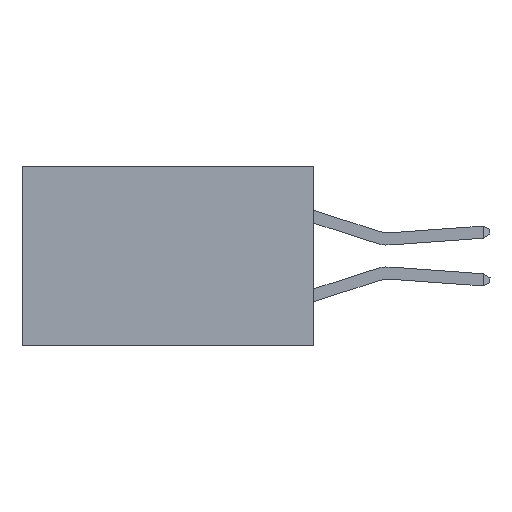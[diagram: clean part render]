
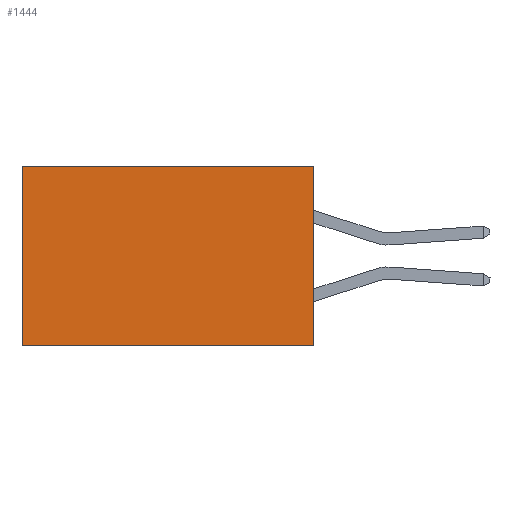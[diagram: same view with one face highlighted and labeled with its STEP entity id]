
A CAD part, left-side view. The second image highlights one B-rep face of the part: STEP entity #1444.
In plain terms, the highlighted planar face has unit normal (-1, 0, 0).
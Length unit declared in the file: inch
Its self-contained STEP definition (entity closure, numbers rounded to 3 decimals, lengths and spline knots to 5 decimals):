
#103 = DIRECTION ( 'NONE',  ( 0., 0., -1. ) ) ;
#122 = DIRECTION ( 'NONE',  ( 1., 0., 0. ) ) ;
#416 = VERTEX_POINT ( 'NONE', #3610 ) ;
#486 = EDGE_CURVE ( 'NONE', #5585, #1269, #9593, .T. ) ;
#733 = DIRECTION ( 'NONE',  ( 0., 0., -1. ) ) ;
#1269 = VERTEX_POINT ( 'NONE', #6470 ) ;
#1442 = AXIS2_PLACEMENT_3D ( 'NONE', #10487, #122, #103 ) ;
#1444 = ADVANCED_FACE ( 'NONE', ( #1727 ), #4851, .F. ) ;
#1727 = FACE_OUTER_BOUND ( 'NONE', #3644, .T. ) ;
#2421 = VERTEX_POINT ( 'NONE', #9805 ) ;
#2677 = VECTOR ( 'NONE', #5630, 39.37008 ) ;
#3145 = LINE ( 'NONE', #7103, #9730 ) ;
#3610 = CARTESIAN_POINT ( 'NONE',  ( 0.2875, 0., -0.37 ) ) ;
#3644 = EDGE_LOOP ( 'NONE', ( #10386, #9617, #6929, #7470 ) ) ;
#3958 = EDGE_CURVE ( 'NONE', #2421, #5585, #9145, .T. ) ;
#4372 = DIRECTION ( 'NONE',  ( 0., 1., 0. ) ) ;
#4646 = VECTOR ( 'NONE', #8381, 39.37008 ) ;
#4851 = PLANE ( 'NONE',  #1442 ) ;
#5585 = VERTEX_POINT ( 'NONE', #8988 ) ;
#5630 = DIRECTION ( 'NONE',  ( 0., 0., -1. ) ) ;
#6105 = VECTOR ( 'NONE', #4372, 39.37008 ) ;
#6436 = CARTESIAN_POINT ( 'NONE',  ( 0.2875, 0.6, 0. ) ) ;
#6470 = CARTESIAN_POINT ( 'NONE',  ( 0.2875, 0.6, -0.37 ) ) ;
#6929 = ORIENTED_EDGE ( 'NONE', *, *, #9939, .F. ) ;
#7001 = CARTESIAN_POINT ( 'NONE',  ( 0.2875, 0., -0.37 ) ) ;
#7103 = CARTESIAN_POINT ( 'NONE',  ( 0.2875, 0., 0. ) ) ;
#7307 = CARTESIAN_POINT ( 'NONE',  ( 0.2875, 0., 0. ) ) ;
#7470 = ORIENTED_EDGE ( 'NONE', *, *, #3958, .T. ) ;
#8334 = LINE ( 'NONE', #7001, #6105 ) ;
#8381 = DIRECTION ( 'NONE',  ( 0., 1., 0. ) ) ;
#8988 = CARTESIAN_POINT ( 'NONE',  ( 0.2875, 0.6, 0. ) ) ;
#9145 = LINE ( 'NONE', #7307, #4646 ) ;
#9593 = LINE ( 'NONE', #6436, #2677 ) ;
#9617 = ORIENTED_EDGE ( 'NONE', *, *, #9859, .F. ) ;
#9730 = VECTOR ( 'NONE', #733, 39.37008 ) ;
#9805 = CARTESIAN_POINT ( 'NONE',  ( 0.2875, 0., 0. ) ) ;
#9859 = EDGE_CURVE ( 'NONE', #416, #1269, #8334, .T. ) ;
#9939 = EDGE_CURVE ( 'NONE', #2421, #416, #3145, .T. ) ;
#10386 = ORIENTED_EDGE ( 'NONE', *, *, #486, .T. ) ;
#10487 = CARTESIAN_POINT ( 'NONE',  ( 0.2875, 0., 0. ) ) ;
